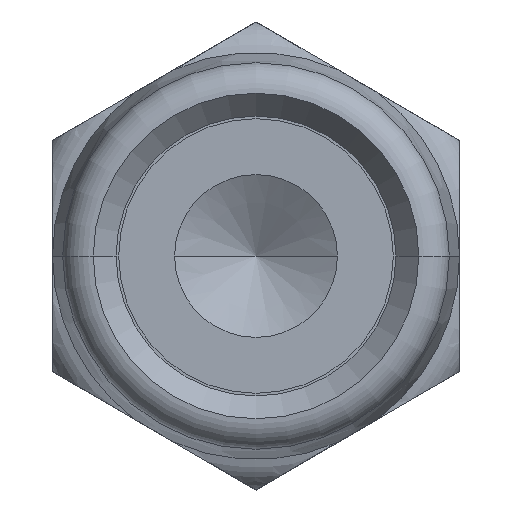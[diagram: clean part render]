
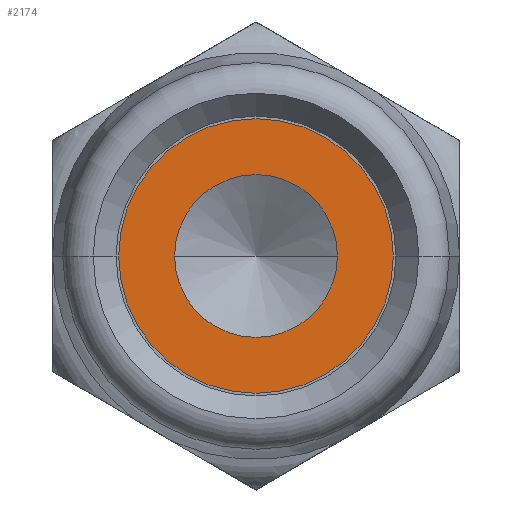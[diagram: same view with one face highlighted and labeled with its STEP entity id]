
A CAD part, front view. The second image highlights one B-rep face of the part: STEP entity #2174.
In plain terms, the highlighted planar face has unit normal (0, -1, 0).
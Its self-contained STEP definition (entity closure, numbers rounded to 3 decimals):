
#971=CARTESIAN_POINT('',(0.,8.95,0.));
#972=DIRECTION('',(0.,1.,0.));
#973=DIRECTION('',(1.,0.,0.));
#974=AXIS2_PLACEMENT_3D('',#971,#972,#973);
#976=CARTESIAN_POINT('',(0.,8.95,0.));
#977=DIRECTION('',(0.,1.,0.));
#978=DIRECTION('',(-1.,0.,0.));
#979=AXIS2_PLACEMENT_3D('',#976,#977,#978);
#981=CARTESIAN_POINT('',(0.,8.95,0.));
#982=DIRECTION('',(0.,-1.,0.));
#983=DIRECTION('',(1.,0.,0.));
#984=AXIS2_PLACEMENT_3D('',#981,#982,#983);
#986=CARTESIAN_POINT('',(0.,8.95,0.));
#987=DIRECTION('',(0.,-1.,0.));
#988=DIRECTION('',(-1.,0.,0.));
#989=AXIS2_PLACEMENT_3D('',#986,#987,#988);
#1175=CARTESIAN_POINT('',(-1.35,8.95,0.));
#1176=CARTESIAN_POINT('',(1.35,8.95,0.));
#1177=VERTEX_POINT('',#1175);
#1178=VERTEX_POINT('',#1176);
#1179=CARTESIAN_POINT('',(0.8,8.95,0.));
#1180=CARTESIAN_POINT('',(-0.8,8.95,0.));
#1181=VERTEX_POINT('',#1179);
#1182=VERTEX_POINT('',#1180);
#2159=CARTESIAN_POINT('',(0.,8.95,0.));
#2160=DIRECTION('',(0.,1.,0.));
#2161=DIRECTION('',(-1.,0.,0.));
#2162=AXIS2_PLACEMENT_3D('',#2159,#2160,#2161);
#2163=PLANE('',#2162);
#2164=ORIENTED_EDGE('',*,*,#2154,.T.);
#2165=ORIENTED_EDGE('',*,*,#2138,.T.);
#2166=EDGE_LOOP('',(#2164,#2165));
#2167=FACE_OUTER_BOUND('',#2166,.F.);
#2169=ORIENTED_EDGE('',*,*,#2168,.T.);
#2171=ORIENTED_EDGE('',*,*,#2170,.T.);
#2172=EDGE_LOOP('',(#2169,#2171));
#2173=FACE_BOUND('',#2172,.F.);
#2174=ADVANCED_FACE('',(#2167,#2173),#2163,.F.);
#975=CIRCLE('',#974,1.35);
#980=CIRCLE('',#979,1.35);
#985=CIRCLE('',#984,0.8);
#990=CIRCLE('',#989,0.8);
#2138=EDGE_CURVE('',#1177,#1178,#980,.T.);
#2154=EDGE_CURVE('',#1178,#1177,#975,.T.);
#2168=EDGE_CURVE('',#1181,#1182,#985,.T.);
#2170=EDGE_CURVE('',#1182,#1181,#990,.T.);
